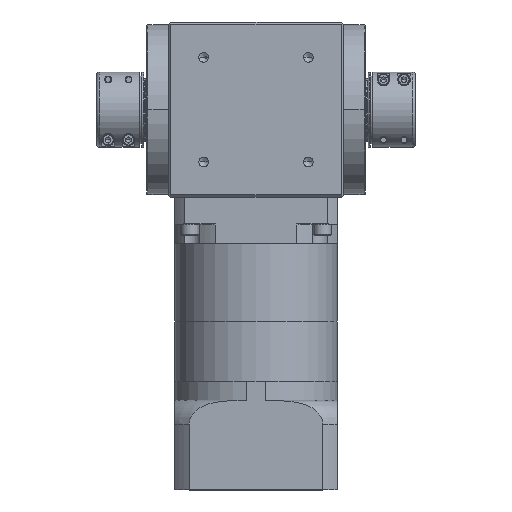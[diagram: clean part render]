
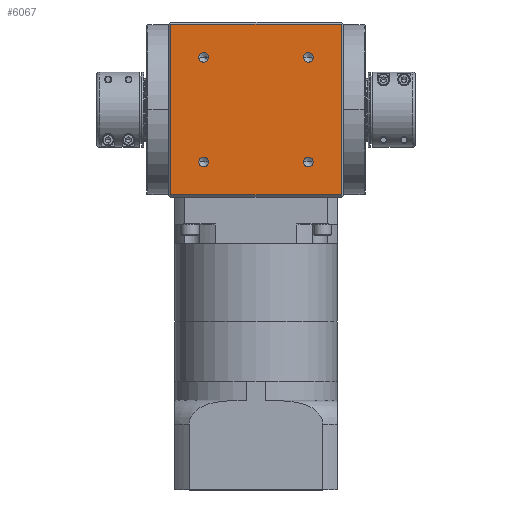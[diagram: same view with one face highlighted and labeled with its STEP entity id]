
A CAD part, top view. The second image highlights one B-rep face of the part: STEP entity #6067.
In plain terms, the highlighted planar face has unit normal (0, 0, 1).
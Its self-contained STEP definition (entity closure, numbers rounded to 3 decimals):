
#516 = CARTESIAN_POINT ( 'NONE',  ( -74.872, 207., 77. ) ) ;
#768 = CARTESIAN_POINT ( 'NONE',  ( 45.962, 236.038, 77. ) ) ;
#769 = FACE_BOUND ( 'NONE', #12057, .T. ) ;
#809 = ORIENTED_EDGE ( 'NONE', *, *, #26974, .F. ) ;
#906 = ORIENTED_EDGE ( 'NONE', *, *, #2356, .F. ) ;
#1027 = ORIENTED_EDGE ( 'NONE', *, *, #36346, .F. ) ;
#1522 = ORIENTED_EDGE ( 'NONE', *, *, #32017, .F. ) ;
#1870 = CARTESIAN_POINT ( 'NONE',  ( -74.872, 0., 77. ) ) ;
#2356 = EDGE_CURVE ( 'NONE', #34984, #17017, #26067, .T. ) ;
#2426 = VECTOR ( 'NONE', #19620, 1000. ) ;
#2879 = CARTESIAN_POINT ( 'NONE',  ( -45.962, 327.962, 77. ) ) ;
#3338 = CARTESIAN_POINT ( 'NONE',  ( 74.872, 207., 77. ) ) ;
#3562 = CIRCLE ( 'NONE', #28823, 4.25 ) ;
#3671 = DIRECTION ( 'NONE',  ( 0., 0., -1. ) ) ;
#3715 = AXIS2_PLACEMENT_3D ( 'NONE', #28683, #11006, #31685 ) ;
#3729 = DIRECTION ( 'NONE',  ( 0., -1., 0. ) ) ;
#3794 = EDGE_CURVE ( 'NONE', #17175, #13458, #38041, .T. ) ;
#3941 = CIRCLE ( 'NONE', #19801, 4.25 ) ;
#3960 = CARTESIAN_POINT ( 'NONE',  ( -45.962, 231.788, 77. ) ) ;
#5731 = DIRECTION ( 'NONE',  ( 0., 0., 1. ) ) ;
#5857 = DIRECTION ( 'NONE',  ( 0., -1., 0. ) ) ;
#6067 = ADVANCED_FACE ( 'NONE', ( #769, #24415, #23464, #15601, #7725 ), #6530, .F. ) ;
#6530 = PLANE ( 'NONE',  #8801 ) ;
#6552 = VECTOR ( 'NONE', #27331, 1000. ) ;
#6671 = CARTESIAN_POINT ( 'NONE',  ( 74.872, 0., 77. ) ) ;
#6969 = EDGE_LOOP ( 'NONE', ( #23663, #1027, #16761, #7308 ) ) ;
#7206 = CARTESIAN_POINT ( 'NONE',  ( -45.962, 240.288, 77. ) ) ;
#7308 = ORIENTED_EDGE ( 'NONE', *, *, #32936, .F. ) ;
#7435 = VERTEX_POINT ( 'NONE', #37454 ) ;
#7725 = FACE_OUTER_BOUND ( 'NONE', #6969, .T. ) ;
#8336 = ORIENTED_EDGE ( 'NONE', *, *, #8368, .F. ) ;
#8368 = EDGE_CURVE ( 'NONE', #36345, #26670, #3941, .T. ) ;
#8474 = EDGE_LOOP ( 'NONE', ( #19804, #17890 ) ) ;
#8801 = AXIS2_PLACEMENT_3D ( 'NONE', #21413, #3671, #24421 ) ;
#8809 = CARTESIAN_POINT ( 'NONE',  ( 74.872, 357., 77. ) ) ;
#9101 = DIRECTION ( 'NONE',  ( 0., 0., 1. ) ) ;
#9957 = ORIENTED_EDGE ( 'NONE', *, *, #10150, .F. ) ;
#10150 = EDGE_CURVE ( 'NONE', #17017, #34984, #26071, .T. ) ;
#10338 = VERTEX_POINT ( 'NONE', #30285 ) ;
#11006 = DIRECTION ( 'NONE',  ( 0., 0., 1. ) ) ;
#11651 = DIRECTION ( 'NONE',  ( 0., 0., 1. ) ) ;
#12057 = EDGE_LOOP ( 'NONE', ( #809, #8336 ) ) ;
#12259 = VECTOR ( 'NONE', #29394, 1000. ) ;
#12939 = CIRCLE ( 'NONE', #22613, 4.25 ) ;
#12994 = AXIS2_PLACEMENT_3D ( 'NONE', #23470, #5731, #26409 ) ;
#13315 = CIRCLE ( 'NONE', #12994, 4.25 ) ;
#13458 = VERTEX_POINT ( 'NONE', #3338 ) ;
#13798 = ORIENTED_EDGE ( 'NONE', *, *, #16304, .F. ) ;
#14558 = CARTESIAN_POINT ( 'NONE',  ( -45.962, 332.212, 77. ) ) ;
#15212 = EDGE_CURVE ( 'NONE', #28968, #7435, #12939, .T. ) ;
#15601 = FACE_BOUND ( 'NONE', #31148, .T. ) ;
#15715 = CARTESIAN_POINT ( 'NONE',  ( -95., 207., 77. ) ) ;
#15756 = LINE ( 'NONE', #15715, #38433 ) ;
#16084 = DIRECTION ( 'NONE',  ( 0., 0., 1. ) ) ;
#16218 = EDGE_CURVE ( 'NONE', #7435, #28968, #13315, .T. ) ;
#16304 = EDGE_CURVE ( 'NONE', #17982, #20412, #3562, .T. ) ;
#16534 = AXIS2_PLACEMENT_3D ( 'NONE', #34571, #16848, #37549 ) ;
#16761 = ORIENTED_EDGE ( 'NONE', *, *, #30945, .F. ) ;
#16848 = DIRECTION ( 'NONE',  ( 0., 0., 1. ) ) ;
#17017 = VERTEX_POINT ( 'NONE', #27920 ) ;
#17175 = VERTEX_POINT ( 'NONE', #8809 ) ;
#17890 = ORIENTED_EDGE ( 'NONE', *, *, #15212, .F. ) ;
#17982 = VERTEX_POINT ( 'NONE', #7206 ) ;
#19016 = CARTESIAN_POINT ( 'NONE',  ( 45.962, 323.712, 77. ) ) ;
#19620 = DIRECTION ( 'NONE',  ( 0., 1., 0. ) ) ;
#19801 = AXIS2_PLACEMENT_3D ( 'NONE', #2879, #23601, #5857 ) ;
#19804 = ORIENTED_EDGE ( 'NONE', *, *, #16218, .F. ) ;
#20115 = LINE ( 'NONE', #26411, #12259 ) ;
#20412 = VERTEX_POINT ( 'NONE', #3960 ) ;
#20607 = AXIS2_PLACEMENT_3D ( 'NONE', #29367, #11651, #32345 ) ;
#21413 = CARTESIAN_POINT ( 'NONE',  ( -95., 359., 77. ) ) ;
#21479 = DIRECTION ( 'NONE',  ( 0., 0., 1. ) ) ;
#21658 = DIRECTION ( 'NONE',  ( -1., 0., 0. ) ) ;
#21948 = CARTESIAN_POINT ( 'NONE',  ( -45.962, 323.712, 77. ) ) ;
#22613 = AXIS2_PLACEMENT_3D ( 'NONE', #768, #21479, #3729 ) ;
#22799 = CIRCLE ( 'NONE', #3715, 4.25 ) ;
#23464 = FACE_BOUND ( 'NONE', #8474, .T. ) ;
#23470 = CARTESIAN_POINT ( 'NONE',  ( 45.962, 236.038, 77. ) ) ;
#23601 = DIRECTION ( 'NONE',  ( 0., 0., 1. ) ) ;
#23663 = ORIENTED_EDGE ( 'NONE', *, *, #3794, .F. ) ;
#24415 = FACE_BOUND ( 'NONE', #30968, .T. ) ;
#24421 = DIRECTION ( 'NONE',  ( 0., 1., 0. ) ) ;
#25136 = LINE ( 'NONE', #1870, #2426 ) ;
#26029 = VERTEX_POINT ( 'NONE', #516 ) ;
#26067 = CIRCLE ( 'NONE', #30857, 4.25 ) ;
#26071 = CIRCLE ( 'NONE', #20607, 4.25 ) ;
#26409 = DIRECTION ( 'NONE',  ( 0., -1., 0. ) ) ;
#26411 = CARTESIAN_POINT ( 'NONE',  ( -95., 357., 77. ) ) ;
#26670 = VERTEX_POINT ( 'NONE', #21948 ) ;
#26799 = CARTESIAN_POINT ( 'NONE',  ( -45.962, 236.038, 77. ) ) ;
#26974 = EDGE_CURVE ( 'NONE', #26670, #36345, #30602, .T. ) ;
#27331 = DIRECTION ( 'NONE',  ( 0., -1., 0. ) ) ;
#27920 = CARTESIAN_POINT ( 'NONE',  ( 45.962, 332.212, 77. ) ) ;
#28683 = CARTESIAN_POINT ( 'NONE',  ( -45.962, 236.038, 77. ) ) ;
#28823 = AXIS2_PLACEMENT_3D ( 'NONE', #26799, #9101, #29789 ) ;
#28968 = VERTEX_POINT ( 'NONE', #30523 ) ;
#29367 = CARTESIAN_POINT ( 'NONE',  ( 45.962, 327.962, 77. ) ) ;
#29394 = DIRECTION ( 'NONE',  ( 1., 0., 0. ) ) ;
#29789 = DIRECTION ( 'NONE',  ( 0., -1., 0. ) ) ;
#30285 = CARTESIAN_POINT ( 'NONE',  ( -74.872, 357., 77. ) ) ;
#30523 = CARTESIAN_POINT ( 'NONE',  ( 45.962, 240.288, 77. ) ) ;
#30602 = CIRCLE ( 'NONE', #16534, 4.25 ) ;
#30857 = AXIS2_PLACEMENT_3D ( 'NONE', #33784, #16084, #36765 ) ;
#30945 = EDGE_CURVE ( 'NONE', #26029, #10338, #25136, .T. ) ;
#30968 = EDGE_LOOP ( 'NONE', ( #906, #9957 ) ) ;
#31148 = EDGE_LOOP ( 'NONE', ( #1522, #13798 ) ) ;
#31685 = DIRECTION ( 'NONE',  ( 0., -1., 0. ) ) ;
#32017 = EDGE_CURVE ( 'NONE', #20412, #17982, #22799, .T. ) ;
#32345 = DIRECTION ( 'NONE',  ( 0., -1., 0. ) ) ;
#32936 = EDGE_CURVE ( 'NONE', #13458, #26029, #15756, .T. ) ;
#33784 = CARTESIAN_POINT ( 'NONE',  ( 45.962, 327.962, 77. ) ) ;
#34571 = CARTESIAN_POINT ( 'NONE',  ( -45.962, 327.962, 77. ) ) ;
#34984 = VERTEX_POINT ( 'NONE', #19016 ) ;
#36345 = VERTEX_POINT ( 'NONE', #14558 ) ;
#36346 = EDGE_CURVE ( 'NONE', #10338, #17175, #20115, .T. ) ;
#36765 = DIRECTION ( 'NONE',  ( 0., -1., 0. ) ) ;
#37454 = CARTESIAN_POINT ( 'NONE',  ( 45.962, 231.788, 77. ) ) ;
#37549 = DIRECTION ( 'NONE',  ( 0., -1., 0. ) ) ;
#38041 = LINE ( 'NONE', #6671, #6552 ) ;
#38433 = VECTOR ( 'NONE', #21658, 1000. ) ;
